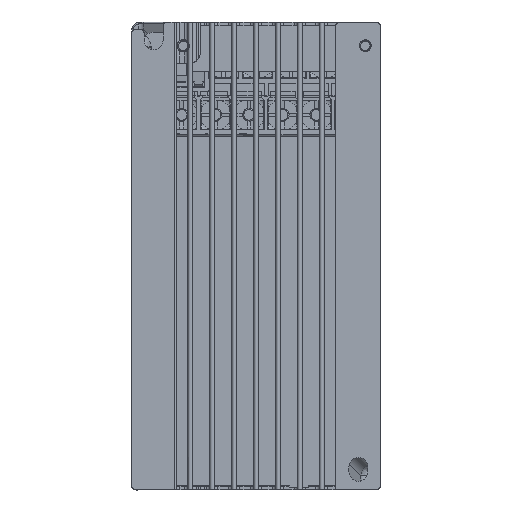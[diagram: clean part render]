
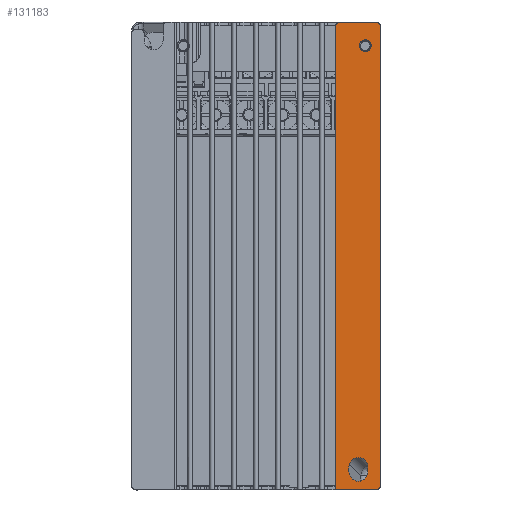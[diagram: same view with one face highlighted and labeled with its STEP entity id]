
A CAD part, front view. The second image highlights one B-rep face of the part: STEP entity #131183.
In plain terms, the highlighted planar face has unit normal (0, -1, 0).
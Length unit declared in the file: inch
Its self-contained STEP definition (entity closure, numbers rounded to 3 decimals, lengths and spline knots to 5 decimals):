
#2014 = CARTESIAN_POINT ( 'NONE',  ( 0.85827, -0.17323, 2.51969 ) ) ;
#2707 = DIRECTION ( 'NONE',  ( 0., 1., 0. ) ) ;
#4291 = EDGE_CURVE ( 'NONE', #134955, #202651, #149016, .T. ) ;
#6848 = CARTESIAN_POINT ( 'NONE',  ( 1.20472, -0.17323, -2.32283 ) ) ;
#8383 = EDGE_CURVE ( 'NONE', #109673, #81837, #109866, .T. ) ;
#10012 = AXIS2_PLACEMENT_3D ( 'NONE', #105322, #137706, #41174 ) ;
#11050 = EDGE_CURVE ( 'NONE', #88458, #109673, #182383, .T. ) ;
#18633 = ORIENTED_EDGE ( 'NONE', *, *, #34564, .T. ) ;
#18689 = EDGE_CURVE ( 'NONE', #202651, #93248, #49462, .T. ) ;
#19762 = CARTESIAN_POINT ( 'NONE',  ( 1.20472, -0.17323, -2.27165 ) ) ;
#20187 = VECTOR ( 'NONE', #158751, 39.37008 ) ;
#21702 = EDGE_CURVE ( 'NONE', #132641, #143098, #131734, .T. ) ;
#23896 = AXIS2_PLACEMENT_3D ( 'NONE', #151090, #167365, #168067 ) ;
#24169 = CARTESIAN_POINT ( 'NONE',  ( 1., -0.17323, -2.32283 ) ) ;
#24577 = AXIS2_PLACEMENT_3D ( 'NONE', #65510, #2707, #80304 ) ;
#25679 = LINE ( 'NONE', #111260, #192025 ) ;
#27468 = DIRECTION ( 'NONE',  ( 0., 1., 0. ) ) ;
#30365 = EDGE_CURVE ( 'NONE', #175483, #167025, #59397, .T. ) ;
#31489 = EDGE_CURVE ( 'NONE', #167025, #175483, #167006, .T. ) ;
#34564 = EDGE_CURVE ( 'NONE', #143098, #88458, #37251, .T. ) ;
#35114 = ORIENTED_EDGE ( 'NONE', *, *, #54264, .T. ) ;
#37251 = CIRCLE ( 'NONE', #100460, 0.04724 ) ;
#41023 = ORIENTED_EDGE ( 'NONE', *, *, #8383, .T. ) ;
#41174 = DIRECTION ( 'NONE',  ( 0., 0., -1. ) ) ;
#42113 = DIRECTION ( 'NONE',  ( 0., -1., 0. ) ) ;
#44326 = DIRECTION ( 'NONE',  ( 0., -1., 0. ) ) ;
#44613 = CARTESIAN_POINT ( 'NONE',  ( 1.29134, -0.17323, -2.47244 ) ) ;
#47947 = FACE_BOUND ( 'NONE', #179093, .T. ) ;
#48786 = CARTESIAN_POINT ( 'NONE',  ( 1.33858, -0.17323, 2.51969 ) ) ;
#49462 = CIRCLE ( 'NONE', #98866, 0.10236 ) ;
#52971 = AXIS2_PLACEMENT_3D ( 'NONE', #148782, #131224, #118487 ) ;
#53886 = EDGE_CURVE ( 'NONE', #93248, #138550, #99517, .T. ) ;
#54264 = EDGE_CURVE ( 'NONE', #75661, #76934, #167502, .T. ) ;
#54783 = ORIENTED_EDGE ( 'NONE', *, *, #93810, .T. ) ;
#54862 = ORIENTED_EDGE ( 'NONE', *, *, #30365, .T. ) ;
#59397 = CIRCLE ( 'NONE', #24577, 0.06496 ) ;
#60549 = DIRECTION ( 'NONE',  ( 0., 0., -1. ) ) ;
#65510 = CARTESIAN_POINT ( 'NONE',  ( 1.17717, -0.17323, 2.26378 ) ) ;
#66455 = ORIENTED_EDGE ( 'NONE', *, *, #21702, .T. ) ;
#67113 = CARTESIAN_POINT ( 'NONE',  ( 1.33858, -0.17323, 2.47244 ) ) ;
#68050 = ORIENTED_EDGE ( 'NONE', *, *, #53886, .T. ) ;
#74021 = DIRECTION ( 'NONE',  ( 0., 0., 1. ) ) ;
#74857 = AXIS2_PLACEMENT_3D ( 'NONE', #139451, #44326, #60549 ) ;
#75661 = VERTEX_POINT ( 'NONE', #105641 ) ;
#76708 = CARTESIAN_POINT ( 'NONE',  ( 1.10236, -0.17323, -2.27165 ) ) ;
#76763 = DIRECTION ( 'NONE',  ( 0., 0., 1. ) ) ;
#76934 = VERTEX_POINT ( 'NONE', #138737 ) ;
#80304 = DIRECTION ( 'NONE',  ( 0., 0., 1. ) ) ;
#81444 = VECTOR ( 'NONE', #111556, 39.37008 ) ;
#81837 = VERTEX_POINT ( 'NONE', #87186 ) ;
#85228 = ORIENTED_EDGE ( 'NONE', *, *, #4291, .T. ) ;
#87186 = CARTESIAN_POINT ( 'NONE',  ( 1.29134, -0.17323, 2.51969 ) ) ;
#87412 = CARTESIAN_POINT ( 'NONE',  ( 1.17717, -0.17323, 2.32874 ) ) ;
#88458 = VERTEX_POINT ( 'NONE', #166537 ) ;
#90791 = CARTESIAN_POINT ( 'NONE',  ( 1.10236, -0.17323, -2.16929 ) ) ;
#90808 = FACE_OUTER_BOUND ( 'NONE', #99507, .T. ) ;
#91819 = DIRECTION ( 'NONE',  ( 0., 0., -1. ) ) ;
#92288 = DIRECTION ( 'NONE',  ( 0., 1., 0. ) ) ;
#93248 = VERTEX_POINT ( 'NONE', #90791 ) ;
#93810 = EDGE_CURVE ( 'NONE', #76934, #132641, #112279, .T. ) ;
#93916 = VECTOR ( 'NONE', #153708, 39.37008 ) ;
#98866 = AXIS2_PLACEMENT_3D ( 'NONE', #125384, #92288, #76763 ) ;
#99282 = DIRECTION ( 'NONE',  ( 0., 0., -1. ) ) ;
#99507 = EDGE_LOOP ( 'NONE', ( #35114, #54783, #66455, #18633, #168847, #41023, #122622 ) ) ;
#99517 = CIRCLE ( 'NONE', #152293, 0.10236 ) ;
#100145 = CARTESIAN_POINT ( 'NONE',  ( 1., -0.17323, -2.27165 ) ) ;
#100460 = AXIS2_PLACEMENT_3D ( 'NONE', #44613, #139754, #91819 ) ;
#105322 = CARTESIAN_POINT ( 'NONE',  ( 1.29134, -0.17323, 2.47244 ) ) ;
#105641 = CARTESIAN_POINT ( 'NONE',  ( 0.90551, -0.17323, 2.51969 ) ) ;
#109673 = VERTEX_POINT ( 'NONE', #67113 ) ;
#109866 = CIRCLE ( 'NONE', #10012, 0.04724 ) ;
#111081 = FACE_BOUND ( 'NONE', #128861, .T. ) ;
#111104 = CARTESIAN_POINT ( 'NONE',  ( 1.29134, -0.17323, -2.51969 ) ) ;
#111260 = CARTESIAN_POINT ( 'NONE',  ( 0.85827, -0.17323, 2.51969 ) ) ;
#111556 = DIRECTION ( 'NONE',  ( 0., 0., 1. ) ) ;
#112279 = LINE ( 'NONE', #2014, #175344 ) ;
#113069 = VERTEX_POINT ( 'NONE', #6848 ) ;
#118487 = DIRECTION ( 'NONE',  ( 0., 0., 1. ) ) ;
#122622 = ORIENTED_EDGE ( 'NONE', *, *, #134584, .T. ) ;
#123117 = CARTESIAN_POINT ( 'NONE',  ( 0.90551, -0.17323, 2.47244 ) ) ;
#123915 = CARTESIAN_POINT ( 'NONE',  ( 1.17717, -0.17323, 2.19882 ) ) ;
#125384 = CARTESIAN_POINT ( 'NONE',  ( 1.10236, -0.17323, -2.27165 ) ) ;
#128861 = EDGE_LOOP ( 'NONE', ( #175708, #54862 ) ) ;
#131183 = ADVANCED_FACE ( 'NONE', ( #90808, #111081, #47947 ), #204249, .T. ) ;
#131224 = DIRECTION ( 'NONE',  ( 0., 1., 0. ) ) ;
#131734 = LINE ( 'NONE', #186828, #93916 ) ;
#132641 = VERTEX_POINT ( 'NONE', #138486 ) ;
#134584 = EDGE_CURVE ( 'NONE', #81837, #75661, #25679, .T. ) ;
#134955 = VERTEX_POINT ( 'NONE', #24169 ) ;
#137706 = DIRECTION ( 'NONE',  ( 0., -1., 0. ) ) ;
#138486 = CARTESIAN_POINT ( 'NONE',  ( 0.85827, -0.17323, -2.51969 ) ) ;
#138550 = VERTEX_POINT ( 'NONE', #19762 ) ;
#138737 = CARTESIAN_POINT ( 'NONE',  ( 0.85827, -0.17323, 2.47244 ) ) ;
#139451 = CARTESIAN_POINT ( 'NONE',  ( 0.85827, -0.17323, 2.51969 ) ) ;
#139754 = DIRECTION ( 'NONE',  ( 0., -1., 0. ) ) ;
#143098 = VERTEX_POINT ( 'NONE', #111104 ) ;
#143552 = EDGE_CURVE ( 'NONE', #138550, #113069, #191613, .T. ) ;
#144107 = ORIENTED_EDGE ( 'NONE', *, *, #148081, .T. ) ;
#148081 = EDGE_CURVE ( 'NONE', #113069, #134955, #195450, .T. ) ;
#148782 = CARTESIAN_POINT ( 'NONE',  ( 1.17717, -0.17323, 2.26378 ) ) ;
#149016 = LINE ( 'NONE', #152937, #207057 ) ;
#151090 = CARTESIAN_POINT ( 'NONE',  ( 1.10236, -0.17323, -2.32283 ) ) ;
#152085 = ORIENTED_EDGE ( 'NONE', *, *, #18689, .T. ) ;
#152293 = AXIS2_PLACEMENT_3D ( 'NONE', #76708, #27468, #203552 ) ;
#152937 = CARTESIAN_POINT ( 'NONE',  ( 1., -0.17323, 2.51969 ) ) ;
#153708 = DIRECTION ( 'NONE',  ( 1., 0., 0. ) ) ;
#153865 = AXIS2_PLACEMENT_3D ( 'NONE', #123117, #42113, #204099 ) ;
#158751 = DIRECTION ( 'NONE',  ( 0., 0., -1. ) ) ;
#166537 = CARTESIAN_POINT ( 'NONE',  ( 1.33858, -0.17323, -2.47244 ) ) ;
#167006 = CIRCLE ( 'NONE', #52971, 0.06496 ) ;
#167025 = VERTEX_POINT ( 'NONE', #87412 ) ;
#167365 = DIRECTION ( 'NONE',  ( 0., 1., 0. ) ) ;
#167502 = CIRCLE ( 'NONE', #153865, 0.04724 ) ;
#168067 = DIRECTION ( 'NONE',  ( 0., 0., 1. ) ) ;
#168847 = ORIENTED_EDGE ( 'NONE', *, *, #11050, .T. ) ;
#173940 = ORIENTED_EDGE ( 'NONE', *, *, #143552, .T. ) ;
#175344 = VECTOR ( 'NONE', #99282, 39.37008 ) ;
#175483 = VERTEX_POINT ( 'NONE', #123915 ) ;
#175660 = CARTESIAN_POINT ( 'NONE',  ( 1.20472, -0.17323, 2.51969 ) ) ;
#175708 = ORIENTED_EDGE ( 'NONE', *, *, #31489, .T. ) ;
#179093 = EDGE_LOOP ( 'NONE', ( #152085, #68050, #173940, #144107, #85228 ) ) ;
#182383 = LINE ( 'NONE', #48786, #81444 ) ;
#186828 = CARTESIAN_POINT ( 'NONE',  ( 0.85827, -0.17323, -2.51969 ) ) ;
#191613 = LINE ( 'NONE', #175660, #20187 ) ;
#192025 = VECTOR ( 'NONE', #207044, 39.37008 ) ;
#195450 = CIRCLE ( 'NONE', #23896, 0.10236 ) ;
#202651 = VERTEX_POINT ( 'NONE', #100145 ) ;
#203552 = DIRECTION ( 'NONE',  ( 0., 0., 1. ) ) ;
#204099 = DIRECTION ( 'NONE',  ( 0., 0., -1. ) ) ;
#204249 = PLANE ( 'NONE',  #74857 ) ;
#207044 = DIRECTION ( 'NONE',  ( -1., 0., 0. ) ) ;
#207057 = VECTOR ( 'NONE', #74021, 39.37008 ) ;
